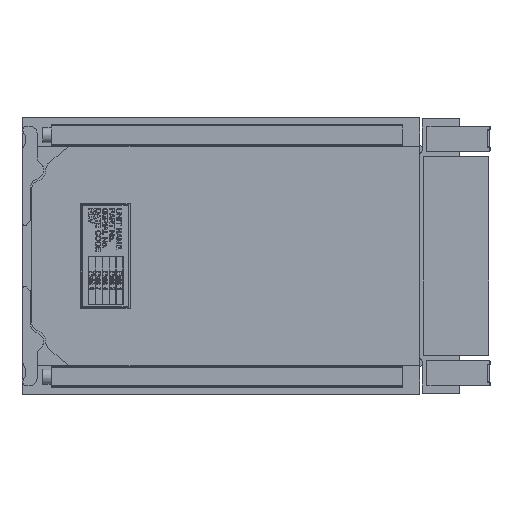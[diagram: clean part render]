
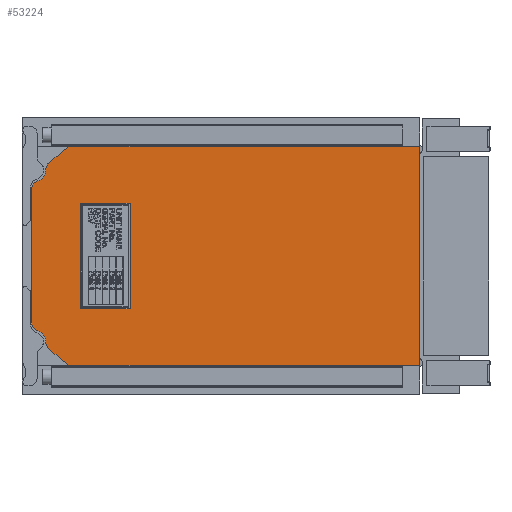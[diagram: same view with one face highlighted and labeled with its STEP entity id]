
A CAD part, top view. The second image highlights one B-rep face of the part: STEP entity #53224.
In plain terms, the highlighted planar face has unit normal (0, 0, 1).
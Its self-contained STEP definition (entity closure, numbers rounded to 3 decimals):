
#3686=CIRCLE('',#77223,3.);
#3687=CIRCLE('',#77224,3.);
#3688=CIRCLE('',#77225,4.);
#3689=CIRCLE('',#77226,3.);
#3690=CIRCLE('',#77227,3.);
#3691=CIRCLE('',#77228,4.);
#3692=CIRCLE('',#77229,3.);
#3693=CIRCLE('',#77230,3.);
#4296=ORIENTED_EDGE('',*,*,#20344,.T.);
#4297=ORIENTED_EDGE('',*,*,#20345,.T.);
#4298=ORIENTED_EDGE('',*,*,#20346,.T.);
#4299=ORIENTED_EDGE('',*,*,#20347,.T.);
#4300=ORIENTED_EDGE('',*,*,#20348,.T.);
#4301=ORIENTED_EDGE('',*,*,#20349,.T.);
#4302=ORIENTED_EDGE('',*,*,#20350,.T.);
#4303=ORIENTED_EDGE('',*,*,#20351,.T.);
#4304=ORIENTED_EDGE('',*,*,#20352,.T.);
#4305=ORIENTED_EDGE('',*,*,#20353,.T.);
#4306=ORIENTED_EDGE('',*,*,#20354,.T.);
#4307=ORIENTED_EDGE('',*,*,#20355,.F.);
#4308=ORIENTED_EDGE('',*,*,#20356,.F.);
#4309=ORIENTED_EDGE('',*,*,#20357,.T.);
#20344=EDGE_CURVE('',#28368,#28369,#3686,.T.);
#20345=EDGE_CURVE('',#28369,#28370,#33821,.T.);
#20346=EDGE_CURVE('',#28370,#28371,#3687,.T.);
#20347=EDGE_CURVE('',#28371,#28372,#3688,.T.);
#20348=EDGE_CURVE('',#28372,#28373,#3689,.T.);
#20349=EDGE_CURVE('',#28373,#28374,#33822,.T.);
#20350=EDGE_CURVE('',#28374,#28375,#3690,.T.);
#20351=EDGE_CURVE('',#28375,#28376,#3691,.T.);
#20352=EDGE_CURVE('',#28376,#28377,#3692,.T.);
#20353=EDGE_CURVE('',#28377,#28378,#33823,.T.);
#20354=EDGE_CURVE('',#28378,#28379,#3693,.T.);
#20355=EDGE_CURVE('',#28380,#28379,#33824,.T.);
#20356=EDGE_CURVE('',#28381,#28380,#33825,.T.);
#20357=EDGE_CURVE('',#28381,#28368,#33826,.T.);
#28368=VERTEX_POINT('',#92907);
#28369=VERTEX_POINT('',#92908);
#28370=VERTEX_POINT('',#92910);
#28371=VERTEX_POINT('',#92912);
#28372=VERTEX_POINT('',#92914);
#28373=VERTEX_POINT('',#92916);
#28374=VERTEX_POINT('',#92918);
#28375=VERTEX_POINT('',#92920);
#28376=VERTEX_POINT('',#92922);
#28377=VERTEX_POINT('',#92924);
#28378=VERTEX_POINT('',#92926);
#28379=VERTEX_POINT('',#92928);
#28380=VERTEX_POINT('',#92930);
#28381=VERTEX_POINT('',#92932);
#33821=LINE('',#92909,#38370);
#33822=LINE('',#92917,#38371);
#33823=LINE('',#92925,#38372);
#33824=LINE('',#92929,#38373);
#33825=LINE('',#92931,#38374);
#33826=LINE('',#92933,#38375);
#38370=VECTOR('',#80942,1000.);
#38371=VECTOR('',#80949,1000.);
#38372=VECTOR('',#80956,1000.);
#38373=VECTOR('',#80959,1000.);
#38374=VECTOR('',#80960,1000.);
#38375=VECTOR('',#80961,1000.);
#42912=EDGE_LOOP('',(#4296,#4297,#4298,#4299,#4300,#4301,#4302,#4303,#4304,
#4305,#4306,#4307,#4308,#4309));
#46843=FACE_BOUND('',#42912,.T.);
#50774=PLANE('',#77222);
#53224=ADVANCED_FACE('',(#46843),#50774,.F.);
#77222=AXIS2_PLACEMENT_3D('',#92905,#80938,#80939);
#77223=AXIS2_PLACEMENT_3D('',#92906,#80940,#80941);
#77224=AXIS2_PLACEMENT_3D('',#92911,#80943,#80944);
#77225=AXIS2_PLACEMENT_3D('',#92913,#80945,#80946);
#77226=AXIS2_PLACEMENT_3D('',#92915,#80947,#80948);
#77227=AXIS2_PLACEMENT_3D('',#92919,#80950,#80951);
#77228=AXIS2_PLACEMENT_3D('',#92921,#80952,#80953);
#77229=AXIS2_PLACEMENT_3D('',#92923,#80954,#80955);
#77230=AXIS2_PLACEMENT_3D('',#92927,#80957,#80958);
#80938=DIRECTION('',(0.,0.,-1.));
#80939=DIRECTION('',(-1.,0.,0.));
#80940=DIRECTION('',(0.,0.,1.));
#80941=DIRECTION('',(1.,0.,0.));
#80942=DIRECTION('',(-0.766,-0.643,0.));
#80943=DIRECTION('',(0.,0.,1.));
#80944=DIRECTION('',(1.,0.,0.));
#80945=DIRECTION('',(0.,0.,-1.));
#80946=DIRECTION('',(-1.,0.,0.));
#80947=DIRECTION('',(0.,0.,1.));
#80948=DIRECTION('',(1.,0.,0.));
#80949=DIRECTION('',(0.,-1.,0.));
#80950=DIRECTION('',(0.,0.,1.));
#80951=DIRECTION('',(1.,0.,0.));
#80952=DIRECTION('',(0.,0.,-1.));
#80953=DIRECTION('',(-1.,0.,0.));
#80954=DIRECTION('',(0.,0.,1.));
#80955=DIRECTION('',(1.,0.,0.));
#80956=DIRECTION('',(0.766,-0.643,0.));
#80957=DIRECTION('',(0.,0.,1.));
#80958=DIRECTION('',(1.,0.,0.));
#80959=DIRECTION('',(-1.,0.,0.));
#80960=DIRECTION('',(0.,-1.,0.));
#80961=DIRECTION('',(-1.,0.,0.));
#92905=CARTESIAN_POINT('',(0.,0.,9.08));
#92906=CARTESIAN_POINT('',(-53.75,36.6,9.08));
#92907=CARTESIAN_POINT('',(-53.75,39.6,9.08));
#92908=CARTESIAN_POINT('',(-55.678,38.898,9.08));
#92909=CARTESIAN_POINT('',(-55.678,38.898,9.08));
#92910=CARTESIAN_POINT('',(-62.114,33.498,9.08));
#92911=CARTESIAN_POINT('',(-60.185,31.2,9.08));
#92912=CARTESIAN_POINT('',(-63.183,31.071,9.08));
#92913=CARTESIAN_POINT('',(-67.179,30.9,9.08));
#92914=CARTESIAN_POINT('',(-66.077,27.055,9.08));
#92915=CARTESIAN_POINT('',(-65.25,24.171,9.08));
#92916=CARTESIAN_POINT('',(-68.25,24.171,9.08));
#92917=CARTESIAN_POINT('',(-68.25,-24.171,9.08));
#92918=CARTESIAN_POINT('',(-68.25,-24.171,9.08));
#92919=CARTESIAN_POINT('',(-65.25,-24.171,9.08));
#92920=CARTESIAN_POINT('',(-66.077,-27.055,9.08));
#92921=CARTESIAN_POINT('',(-67.18,-30.9,9.08));
#92922=CARTESIAN_POINT('',(-63.184,-31.071,9.08));
#92923=CARTESIAN_POINT('',(-60.186,-31.199,9.08));
#92924=CARTESIAN_POINT('',(-62.115,-33.497,9.08));
#92925=CARTESIAN_POINT('',(-62.115,-33.497,9.08));
#92926=CARTESIAN_POINT('',(-55.678,-38.898,9.08));
#92927=CARTESIAN_POINT('',(-53.75,-36.6,9.08));
#92928=CARTESIAN_POINT('',(-53.75,-39.6,9.08));
#92929=CARTESIAN_POINT('',(0.,-39.6,9.08));
#92930=CARTESIAN_POINT('',(71.75,-39.6,9.08));
#92931=CARTESIAN_POINT('',(71.75,49.9,9.08));
#92932=CARTESIAN_POINT('',(71.75,39.6,9.08));
#92933=CARTESIAN_POINT('',(0.,39.6,9.08));
